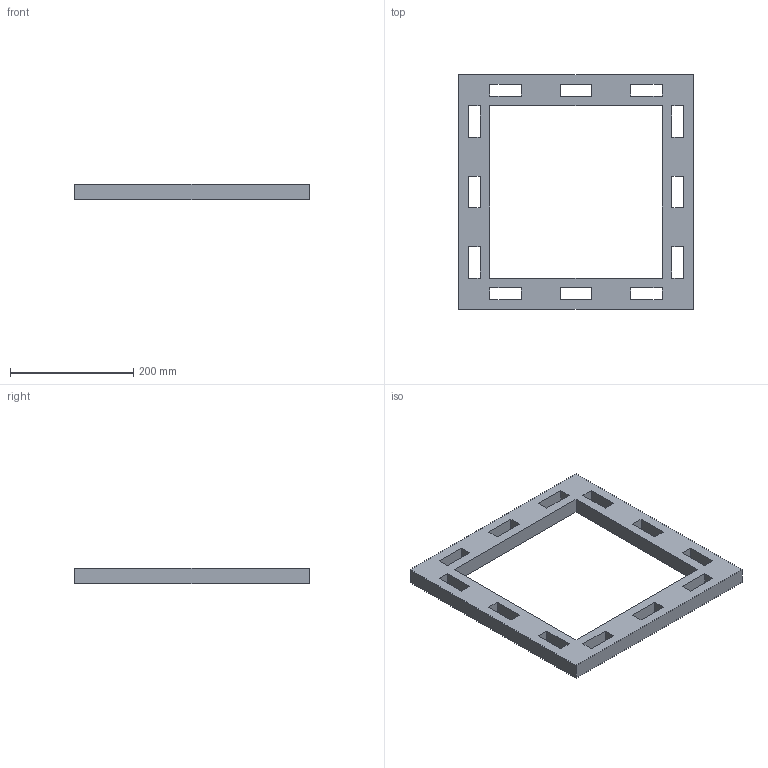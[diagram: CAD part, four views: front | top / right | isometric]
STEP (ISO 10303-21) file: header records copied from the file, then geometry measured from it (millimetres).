
FILE_DESCRIPTION(/* description */ (''),/* implementation_level */ '2;1');
FILE_NAME(/* name */ 'New Frame.step',/* time_stamp */ '2020-03-05T03:25:02-08:00',/* author */ (''),/* organization */ (''),/* preprocessor_version */ 'ST-DEVELOPER v18',/* originating_system */ 'Autodesk Translation Framework v8.12.0.6',/* authorisation */ '');
FILE_SCHEMA (('AUTOMOTIVE_DESIGN { 1 0 10303 214 3 1 1 }'));
Length unit declared in the file: inch
Products named in the file (1): Frame
Bounding box: 381 x 381 x 25.4 mm (x, y, z)
Volume: 1409287.5 mm3; surface area: 220644.7 mm2
Topology: 1 solids, 1 shells, 58 faces, 168 edges, 112 vertices
Faces by surface type: plane 58
Entity records: 1959 total; most frequent: CARTESIAN_POINT 339, ORIENTED_EDGE 336, DIRECTION 286, LINE 168, VECTOR 168, EDGE_CURVE 168, VERTEX_POINT 112, EDGE_LOOP 84
